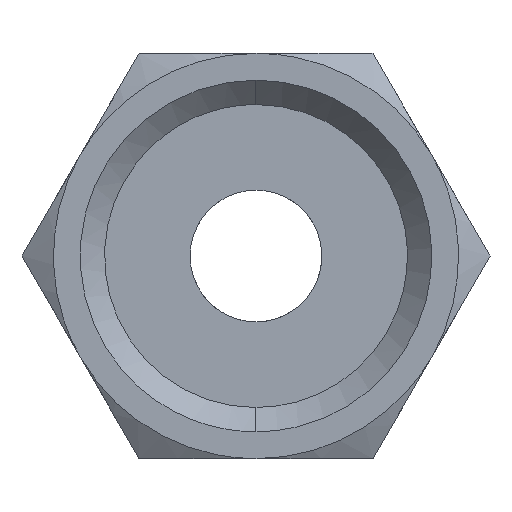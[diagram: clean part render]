
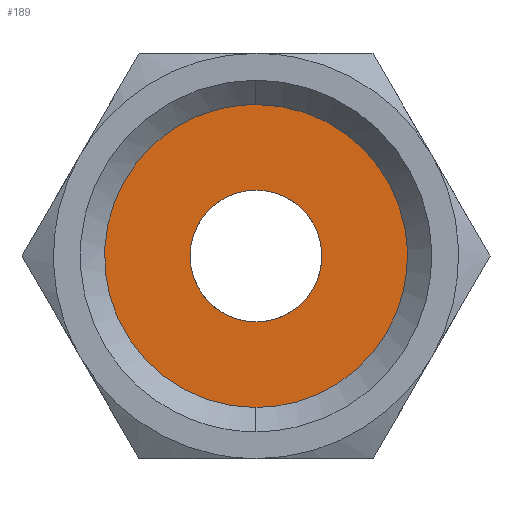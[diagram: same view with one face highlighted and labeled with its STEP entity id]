
A CAD part, front view. The second image highlights one B-rep face of the part: STEP entity #189.
In plain terms, the highlighted free-form (B-spline) face has degree [1, 1] with [2, 2] control points.
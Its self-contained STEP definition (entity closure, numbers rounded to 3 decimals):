
#90 = CARTESIAN_POINT ( 'NONE',  ( 7.565, 11.5, -7.565 ) ) ;
#176 = EDGE_LOOP ( 'NONE', ( #685, #2047 ) ) ;
#189 = ADVANCED_FACE ( 'NONE', ( #2115, #1455 ), #750, .F. ) ;
#196 = VERTEX_POINT ( 'NONE', #2423 ) ;
#200 =( BOUNDED_CURVE ( )  B_SPLINE_CURVE ( 3, ( #877, #2247, #299, #2230 ),
 .UNSPECIFIED., .F., .F. ) 
 B_SPLINE_CURVE_WITH_KNOTS ( ( 4, 4 ),
 ( -3.142, 0. ),
 .UNSPECIFIED. ) 
 CURVE ( )  GEOMETRIC_REPRESENTATION_ITEM ( )  RATIONAL_B_SPLINE_CURVE ( ( 1., 0.333, 0.333, 1. ) ) 
 REPRESENTATION_ITEM ( '' )  );
#299 = CARTESIAN_POINT ( 'NONE',  ( -14.95, 11.5, 7.475 ) ) ;
#308 = CARTESIAN_POINT ( 'NONE',  ( 0., 11.5, -7.475 ) ) ;
#358 = VERTEX_POINT ( 'NONE', #1121 ) ;
#390 = CARTESIAN_POINT ( 'NONE',  ( 3.25, 11.5, 1.904 ) ) ;
#406 = CARTESIAN_POINT ( 'NONE',  ( 1.904, 11.5, 3.25 ) ) ;
#451 = CARTESIAN_POINT ( 'NONE',  ( -7.565, 11.5, 7.565 ) ) ;
#453 = CARTESIAN_POINT ( 'NONE',  ( 0., 11.5, -7.475 ) ) ;
#514 = CARTESIAN_POINT ( 'NONE',  ( 7.475, 11.5, -4.379 ) ) ;
#533 = ORIENTED_EDGE ( 'NONE', *, *, #1000, .F. ) ;
#618 = CARTESIAN_POINT ( 'NONE',  ( 0., 11.5, 3.25 ) ) ;
#685 = ORIENTED_EDGE ( 'NONE', *, *, #1677, .F. ) ;
#750 = B_SPLINE_SURFACE_WITH_KNOTS ( 'NONE', 1, 1, ( 
 ( #1242, #90 ),
 ( #451, #1801 ) ),
 .UNSPECIFIED., .F., .F., .F.,
 ( 2, 2 ),
 ( 2, 2 ),
 ( 0., 1. ),
 ( 0., 1. ),
 .UNSPECIFIED. ) ;
#835 = CARTESIAN_POINT ( 'NONE',  ( -6.5, 11.5, 3.25 ) ) ;
#849 = CARTESIAN_POINT ( 'NONE',  ( 0., 11.5, 3.25 ) ) ;
#859 = CARTESIAN_POINT ( 'NONE',  ( 4.379, 11.5, 7.475 ) ) ;
#877 = CARTESIAN_POINT ( 'NONE',  ( 0., 11.5, -7.475 ) ) ;
#899 = EDGE_CURVE ( 'NONE', #358, #196, #954, .T. ) ;
#912 = CARTESIAN_POINT ( 'NONE',  ( 4.379, 11.5, -7.475 ) ) ;
#939 = EDGE_CURVE ( 'NONE', #1924, #1656, #200, .T. ) ;
#954 =( BOUNDED_CURVE ( )  B_SPLINE_CURVE ( 3, ( #849, #835, #1013, #2016 ),
 .UNSPECIFIED., .F., .T. ) 
 B_SPLINE_CURVE_WITH_KNOTS ( ( 4, 4 ),
 ( -3.142, 0. ),
 .UNSPECIFIED. ) 
 CURVE ( )  GEOMETRIC_REPRESENTATION_ITEM ( )  RATIONAL_B_SPLINE_CURVE ( ( 1., 0.333, 0.333, 1. ) ) 
 REPRESENTATION_ITEM ( '' )  );
#1000 = EDGE_CURVE ( 'NONE', #196, #358, #2081, .T. ) ;
#1013 = CARTESIAN_POINT ( 'NONE',  ( -6.5, 11.5, -3.25 ) ) ;
#1033 = CARTESIAN_POINT ( 'NONE',  ( 0., 11.5, 7.475 ) ) ;
#1108 = CARTESIAN_POINT ( 'NONE',  ( 3.25, 11.5, -1.904 ) ) ;
#1111 = CARTESIAN_POINT ( 'NONE',  ( 7.475, 11.5, 4.379 ) ) ;
#1121 = CARTESIAN_POINT ( 'NONE',  ( 0., 11.5, 3.25 ) ) ;
#1242 = CARTESIAN_POINT ( 'NONE',  ( -7.565, 11.5, -7.565 ) ) ;
#1301 = CARTESIAN_POINT ( 'NONE',  ( 3.25, 11.5, 0. ) ) ;
#1455 = FACE_OUTER_BOUND ( 'NONE', #176, .T. ) ;
#1518 = EDGE_LOOP ( 'NONE', ( #533, #1554 ) ) ;
#1554 = ORIENTED_EDGE ( 'NONE', *, *, #899, .F. ) ;
#1627 = CARTESIAN_POINT ( 'NONE',  ( 0., 11.5, 7.475 ) ) ;
#1656 = VERTEX_POINT ( 'NONE', #1627 ) ;
#1677 = EDGE_CURVE ( 'NONE', #1656, #1924, #2496, .T. ) ;
#1801 = CARTESIAN_POINT ( 'NONE',  ( 7.565, 11.5, 7.565 ) ) ;
#1924 = VERTEX_POINT ( 'NONE', #453 ) ;
#2016 = CARTESIAN_POINT ( 'NONE',  ( 0., 11.5, -3.25 ) ) ;
#2047 = ORIENTED_EDGE ( 'NONE', *, *, #939, .F. ) ;
#2081 =( BOUNDED_CURVE ( )  B_SPLINE_CURVE ( 3, ( #2082, #2284, #1108, #1301, #390, #406, #618 ),
 .UNSPECIFIED., .F., .F. ) 
 B_SPLINE_CURVE_WITH_KNOTS ( ( 4, 3, 4 ),
 ( -3.142, -1.571, 0. ),
 .UNSPECIFIED. ) 
 CURVE ( )  GEOMETRIC_REPRESENTATION_ITEM ( )  RATIONAL_B_SPLINE_CURVE ( ( 1., 0.805, 0.805, 1., 0.805, 0.805, 1. ) ) 
 REPRESENTATION_ITEM ( '' )  );
#2082 = CARTESIAN_POINT ( 'NONE',  ( 0., 11.5, -3.25 ) ) ;
#2115 = FACE_BOUND ( 'NONE', #1518, .T. ) ;
#2230 = CARTESIAN_POINT ( 'NONE',  ( 0., 11.5, 7.475 ) ) ;
#2247 = CARTESIAN_POINT ( 'NONE',  ( -14.95, 11.5, -7.475 ) ) ;
#2284 = CARTESIAN_POINT ( 'NONE',  ( 1.904, 11.5, -3.25 ) ) ;
#2287 = CARTESIAN_POINT ( 'NONE',  ( 7.475, 11.5, 0. ) ) ;
#2423 = CARTESIAN_POINT ( 'NONE',  ( 0., 11.5, -3.25 ) ) ;
#2496 =( BOUNDED_CURVE ( )  B_SPLINE_CURVE ( 3, ( #1033, #859, #1111, #2287, #514, #912, #308 ),
 .UNSPECIFIED., .F., .F. ) 
 B_SPLINE_CURVE_WITH_KNOTS ( ( 4, 3, 4 ),
 ( -3.142, -1.571, 0. ),
 .UNSPECIFIED. ) 
 CURVE ( )  GEOMETRIC_REPRESENTATION_ITEM ( )  RATIONAL_B_SPLINE_CURVE ( ( 1., 0.805, 0.805, 1., 0.805, 0.805, 1. ) ) 
 REPRESENTATION_ITEM ( '' )  );
